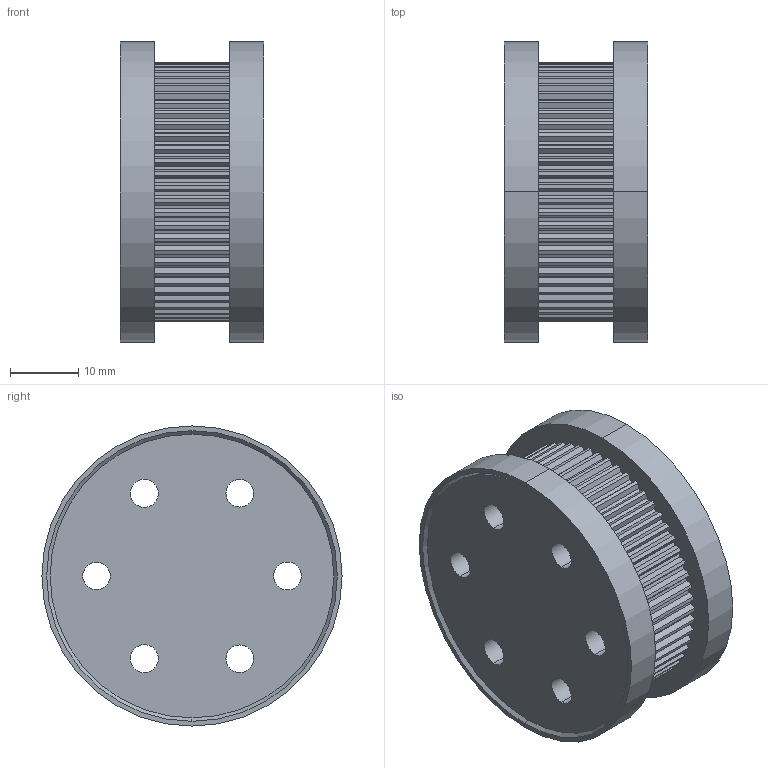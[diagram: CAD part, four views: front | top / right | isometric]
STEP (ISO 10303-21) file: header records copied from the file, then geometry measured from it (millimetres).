
FILE_DESCRIPTION (( 'STEP AP214' ), '1' );
FILE_NAME ('pulley.STEP', '2021-05-12T19:19:27', ( '' ), ( '' ), 'SwSTEP 2.0', 'SolidWorks 2020', '' );
FILE_SCHEMA (( 'AUTOMOTIVE_DESIGN' ));
Length unit declared in the file: millimetre
Products named in the file (1): pulley
Bounding box: 21 x 44 x 44 mm (x, y, z)
Volume: 24847.6 mm3; surface area: 8559.5 mm2
Topology: 1 solids, 1 shells, 275 faces, 798 edges, 528 vertices
Faces by surface type: cylinder 136, plane 125, cone 14
Entity records: 9202 total; most frequent: DIRECTION 1638, CARTESIAN_POINT 1602, ORIENTED_EDGE 1596, EDGE_CURVE 798, AXIS2_PLACEMENT_3D 564, VERTEX_POINT 528, VECTOR 510, LINE 510
